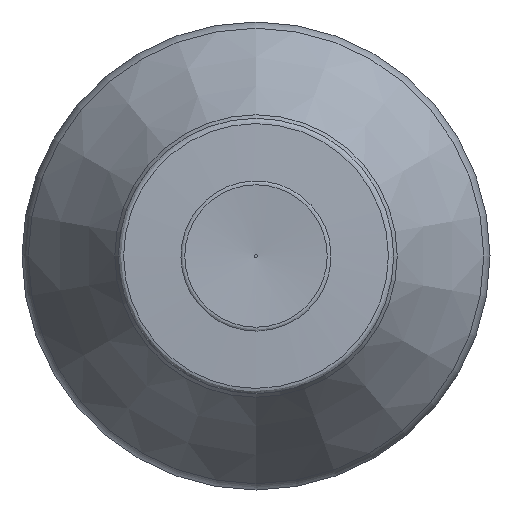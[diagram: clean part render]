
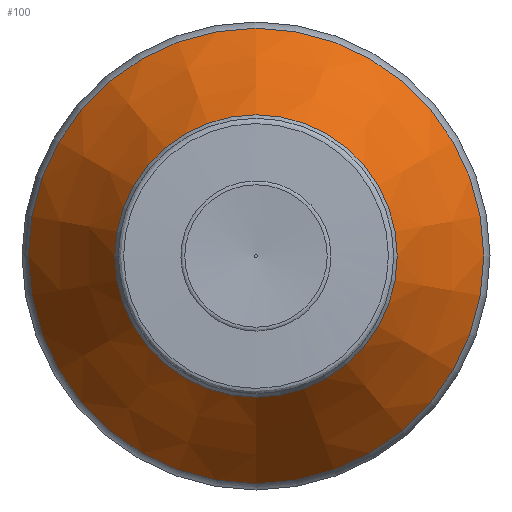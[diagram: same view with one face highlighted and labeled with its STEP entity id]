
A CAD part, left-side view. The second image highlights one B-rep face of the part: STEP entity #100.
In plain terms, the highlighted conical face has half-angle 32.005 degrees and reference radius 16.544 mm.
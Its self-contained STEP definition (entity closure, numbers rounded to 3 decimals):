
#78=CONICAL_SURFACE('',#406,16.544,32.005);
#100=ADVANCED_FACE('',(#151,#152),#78,.T.);
#151=FACE_BOUND('',#204,.T.);
#152=FACE_BOUND('',#205,.T.);
#204=EDGE_LOOP('',(#260));
#205=EDGE_LOOP('',(#261));
#260=ORIENTED_EDGE('',*,*,#330,.T.);
#261=ORIENTED_EDGE('',*,*,#329,.F.);
#301=VERTEX_POINT('',#594);
#302=VERTEX_POINT('',#597);
#329=EDGE_CURVE('',#301,#301,#357,.T.);
#330=EDGE_CURVE('',#302,#302,#358,.T.);
#357=CIRCLE('',#403,16.544);
#358=CIRCLE('',#405,10.26);
#403=AXIS2_PLACEMENT_3D('',#593,#487,#488);
#405=AXIS2_PLACEMENT_3D('',#596,#491,#492);
#406=AXIS2_PLACEMENT_3D('',#598,#493,#494);
#487=DIRECTION('',(1.,0.,0.));
#488=DIRECTION('',(0.,0.,1.));
#491=DIRECTION('',(1.,0.,0.));
#492=DIRECTION('',(0.,0.,1.));
#493=DIRECTION('',(1.,0.,0.));
#494=DIRECTION('',(0.,0.,-1.));
#593=CARTESIAN_POINT('',(76.27,0.,0.));
#594=CARTESIAN_POINT('',(76.27,0.,16.544));
#596=CARTESIAN_POINT('',(66.216,0.,0.));
#597=CARTESIAN_POINT('',(66.216,0.,10.26));
#598=CARTESIAN_POINT('',(76.27,0.,0.));
